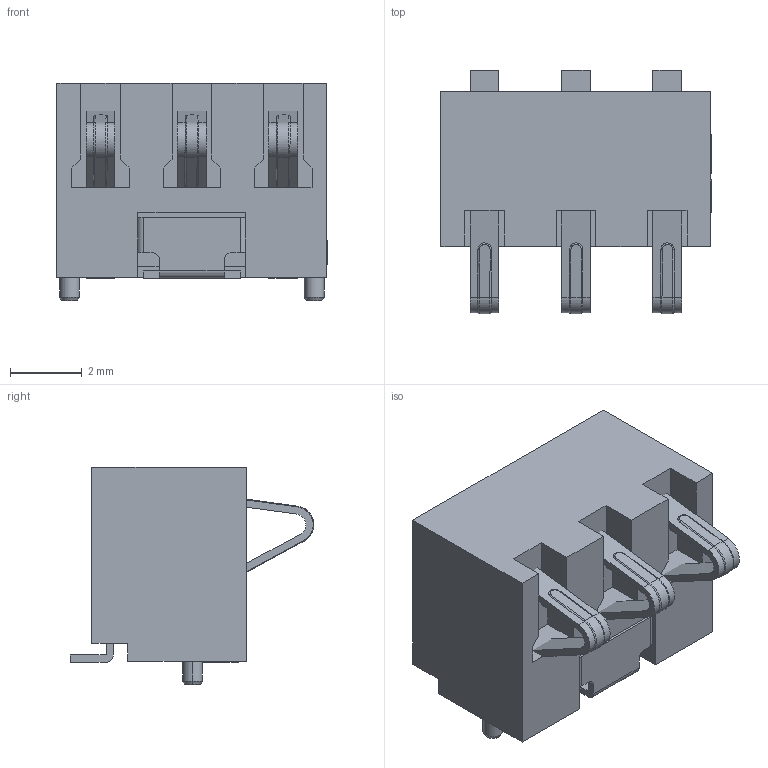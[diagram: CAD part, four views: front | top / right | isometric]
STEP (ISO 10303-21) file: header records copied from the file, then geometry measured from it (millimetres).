
FILE_DESCRIPTION (( 'STEP AP214' ), '1' );
FILE_NAME ('BAT-SMD_GT-BTP25003-0540A-002A.STEP', '2024-08-27T09:45:31', ( '个人用户' ), ( '微软中国' ), 'SwSTEP 2.0', 'SolidWorks 2020', '' );
FILE_SCHEMA (( 'AUTOMOTIVE_DESIGN' ));
Length unit declared in the file: millimetre
Products named in the file (1): BAT-SMD_GT-BTP25003-0540A-002A
Bounding box: 7.51 x 6.77 x 6.05 mm (x, y, z)
Volume: 162.1 mm3; surface area: 316.2 mm2
Topology: 5 solids, 5 shells, 419 faces, 1136 edges, 748 vertices
Faces by surface type: plane 254, bspline 119, cylinder 42, cone 4
Entity records: 19166 total; most frequent: CARTESIAN_POINT 4768, ORIENTED_EDGE 2272, DIRECTION 1539, EDGE_CURVE 1136, LINE 797, VECTOR 797, VERTEX_POINT 748, EDGE_LOOP 440
